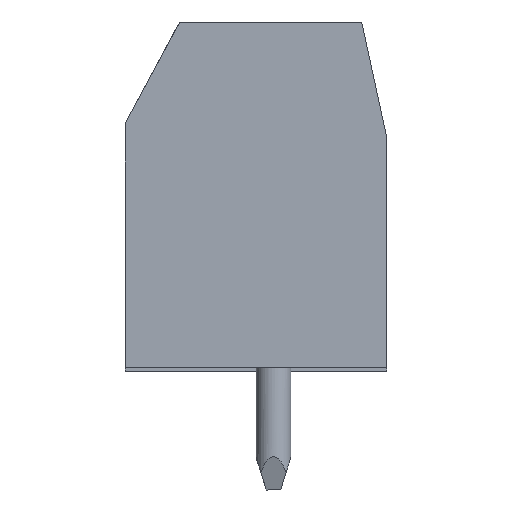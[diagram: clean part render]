
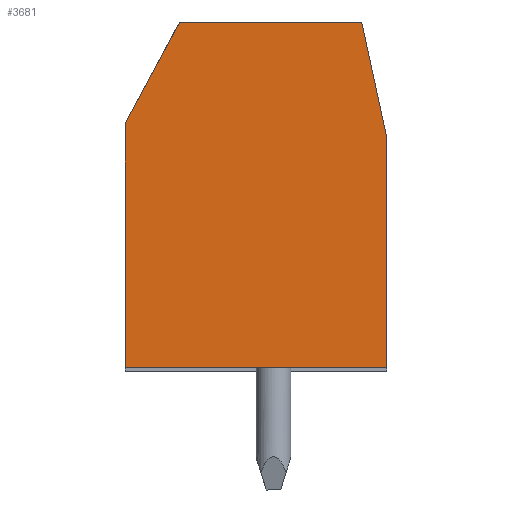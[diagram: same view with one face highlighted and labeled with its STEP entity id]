
A CAD part, left-side view. The second image highlights one B-rep face of the part: STEP entity #3681.
In plain terms, the highlighted planar face has unit normal (-1, 0, 0).
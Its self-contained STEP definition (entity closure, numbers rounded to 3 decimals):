
#120=PLANE('',#3917);
#909=ORIENTED_EDGE('',*,*,#1358,.T.);
#910=ORIENTED_EDGE('',*,*,#1359,.T.);
#911=ORIENTED_EDGE('',*,*,#1300,.T.);
#912=ORIENTED_EDGE('',*,*,#1336,.T.);
#913=ORIENTED_EDGE('',*,*,#1350,.T.);
#914=ORIENTED_EDGE('',*,*,#1360,.T.);
#1300=EDGE_CURVE('',#1589,#1588,#1857,.T.);
#1336=EDGE_CURVE('',#1588,#1611,#1891,.T.);
#1350=EDGE_CURVE('',#1611,#1616,#1901,.T.);
#1358=EDGE_CURVE('',#1622,#1623,#1907,.T.);
#1359=EDGE_CURVE('',#1623,#1589,#1908,.T.);
#1360=EDGE_CURVE('',#1616,#1622,#1909,.T.);
#1588=VERTEX_POINT('',#5330);
#1589=VERTEX_POINT('',#5332);
#1611=VERTEX_POINT('',#5398);
#1616=VERTEX_POINT('',#5425);
#1622=VERTEX_POINT('',#5443);
#1623=VERTEX_POINT('',#5444);
#1857=LINE('',#5331,#2149);
#1891=LINE('',#5399,#2183);
#1901=LINE('',#5424,#2193);
#1907=LINE('',#5442,#2199);
#1908=LINE('',#5445,#2200);
#1909=LINE('',#5446,#2201);
#2149=VECTOR('',#4550,1000.);
#2183=VECTOR('',#4606,1000.);
#2193=VECTOR('',#4638,1000.);
#2199=VECTOR('',#4656,1000.);
#2200=VECTOR('',#4657,1000.);
#2201=VECTOR('',#4658,1000.);
#2355=EDGE_LOOP('',(#909,#910,#911,#912,#913,#914));
#2517=FACE_BOUND('',#2355,.T.);
#3681=ADVANCED_FACE('',(#2517),#120,.T.);
#3917=AXIS2_PLACEMENT_3D('',#5441,#4654,#4655);
#4550=DIRECTION('',(0.,-1.,0.));
#4606=DIRECTION('',(0.,0.,1.));
#4638=DIRECTION('',(0.,0.211,0.977));
#4654=DIRECTION('',(-1.,0.,0.));
#4655=DIRECTION('',(0.,-1.,0.));
#4656=DIRECTION('',(0.,0.472,-0.881));
#4657=DIRECTION('',(0.,0.,-1.));
#4658=DIRECTION('',(0.,1.,0.));
#5330=CARTESIAN_POINT('',(-5.,-3.75,0.099));
#5331=CARTESIAN_POINT('',(-5.,-3.75,0.099));
#5332=CARTESIAN_POINT('',(-5.,3.75,0.099));
#5398=CARTESIAN_POINT('',(-5.,-3.75,6.659));
#5399=CARTESIAN_POINT('',(-5.,-3.75,0.099));
#5424=CARTESIAN_POINT('',(-5.,-3.028,10.));
#5425=CARTESIAN_POINT('',(-5.,-3.028,10.));
#5441=CARTESIAN_POINT('',(-5.,0.,0.));
#5442=CARTESIAN_POINT('',(-5.,2.187,10.));
#5443=CARTESIAN_POINT('',(-5.,2.187,10.));
#5444=CARTESIAN_POINT('',(-5.,3.75,7.083));
#5445=CARTESIAN_POINT('',(-5.,3.75,7.083));
#5446=CARTESIAN_POINT('',(-5.,-3.028,10.));
